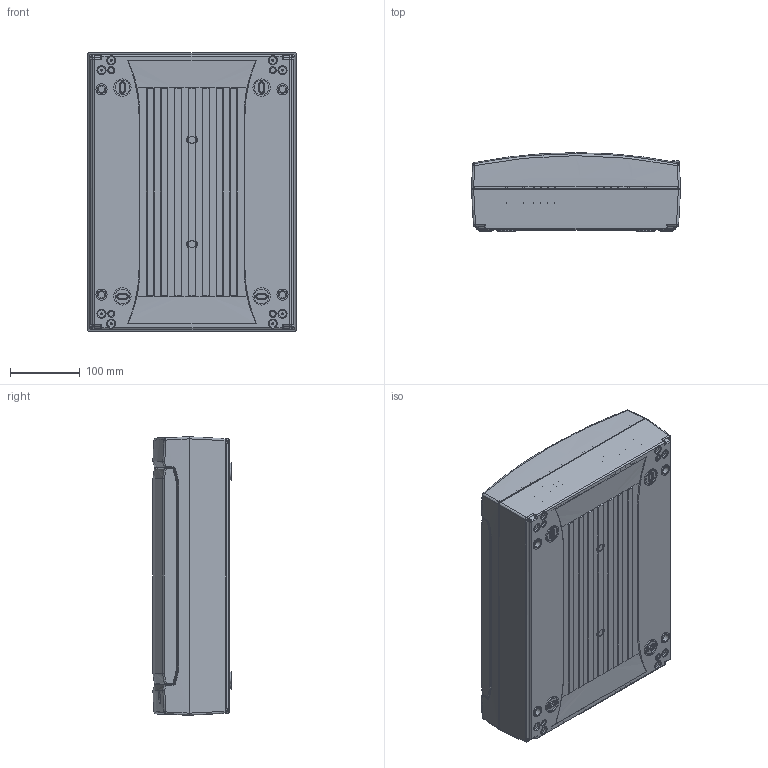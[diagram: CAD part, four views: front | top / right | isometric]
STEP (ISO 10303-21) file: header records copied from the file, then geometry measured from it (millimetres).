
FILE_DESCRIPTION (( 'STEP AP203' ), '1' );
FILE_NAME ('84624.STEP', '2016-01-13T13:42:15', ( '1' ), ( '' ), 'SwSTEP 2.0', 'SolidWorks 2012', '' );
FILE_SCHEMA (( 'CONFIG_CONTROL_DESIGN' ));
Length unit declared in the file: millimetre
Products named in the file (11): 84624; MSBR-9-10; MSBR-8-11; MSBR-7-11; MSBR-6-11; MSBR-5-11; MSBR-4-12; MSBR-3-12; MSBR-2-12; MSBR-10-6; MSBR-1-12
Assembly tree (10 placements, depth 2):
  84624
    MSBR-1-12
    MSBR-10-6
    MSBR-2-12
    MSBR-3-12
    MSBR-4-12
    MSBR-5-11
    MSBR-6-11
    MSBR-7-11
    MSBR-8-11
    MSBR-9-10
Bounding box: 300 x 112.5 x 400 mm (x, y, z)
Volume: 860759.6 mm3; surface area: 1056426.4 mm2
Topology: 9 solids, 11 shells, 3788 faces, 10106 edges, 6403 vertices
Faces by surface type: plane 1670, bspline 850, cylinder 710, cone 558
Entity records: 174380 total; most frequent: CARTESIAN_POINT 93465, ORIENTED_EDGE 20132, DIRECTION 11489, EDGE_CURVE 10070, VERTEX_POINT 6403, B_SPLINE_CURVE_WITH_KNOTS 4884, AXIS2_PLACEMENT_3D 4020, EDGE_LOOP 3952
